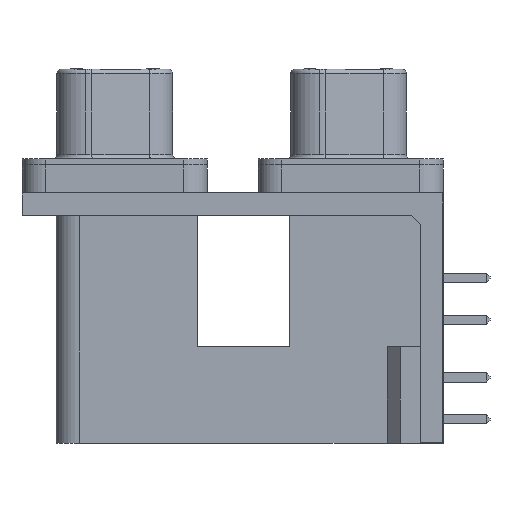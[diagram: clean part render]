
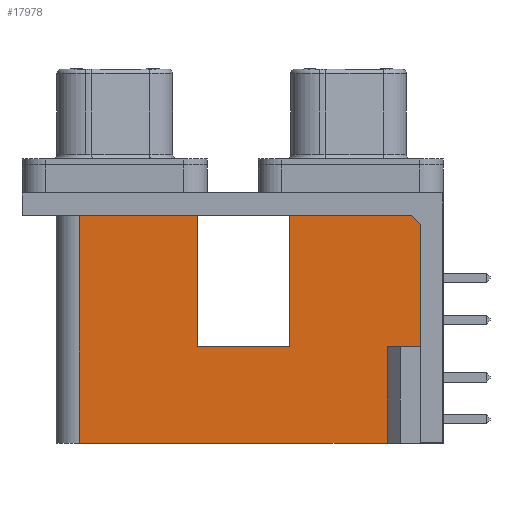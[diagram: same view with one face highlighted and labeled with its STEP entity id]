
A CAD part, left-side view. The second image highlights one B-rep face of the part: STEP entity #17978.
In plain terms, the highlighted planar face has unit normal (-1, 0, 0).
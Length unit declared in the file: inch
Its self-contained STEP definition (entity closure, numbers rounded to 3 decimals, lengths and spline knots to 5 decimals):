
#3 = CARTESIAN_POINT ( 'NONE',  ( 0.2595, -0.631, 0.70833 ) ) ;
#87 = VERTEX_POINT ( 'NONE', #15845 ) ;
#129 = EDGE_CURVE ( 'NONE', #18888, #17860, #12068, .T. ) ;
#315 = DIRECTION ( 'NONE',  ( 0., 0., -1. ) ) ;
#515 = CARTESIAN_POINT ( 'NONE',  ( 0.2595, -0.481, -0.34701 ) ) ;
#669 = CARTESIAN_POINT ( 'NONE',  ( 0.2595, 0.3415, -0.76 ) ) ;
#697 = VERTEX_POINT ( 'NONE', #1210 ) ;
#861 = VECTOR ( 'NONE', #4426, 39.37008 ) ;
#895 = VECTOR ( 'NONE', #13453, 39.37008 ) ;
#1210 = CARTESIAN_POINT ( 'NONE',  ( 0.2595, -0.631, -0.09 ) ) ;
#1420 = EDGE_CURVE ( 'NONE', #8769, #11953, #8212, .T. ) ;
#1748 = PLANE ( 'NONE',  #14571 ) ;
#2059 = VECTOR ( 'NONE', #15856, 39.37008 ) ;
#2284 = CARTESIAN_POINT ( 'NONE',  ( 0.2595, 0.404, -0.09 ) ) ;
#2475 = DIRECTION ( 'NONE',  ( 0., 0., -1. ) ) ;
#2866 = DIRECTION ( 'NONE',  ( 0., 0., -1. ) ) ;
#2922 = CARTESIAN_POINT ( 'NONE',  ( 0.2595, -0.631, -0.502 ) ) ;
#3077 = VECTOR ( 'NONE', #16512, 39.37008 ) ;
#3263 = CARTESIAN_POINT ( 'NONE',  ( 0.2595, -0.221, 0.70833 ) ) ;
#3534 = LINE ( 'NONE', #3, #3077 ) ;
#3663 = ORIENTED_EDGE ( 'NONE', *, *, #1420, .T. ) ;
#3691 = EDGE_CURVE ( 'NONE', #12449, #5354, #3692, .T. ) ;
#3692 = LINE ( 'NONE', #3263, #7753 ) ;
#3889 = EDGE_CURVE ( 'NONE', #5354, #17860, #12416, .T. ) ;
#4184 = VECTOR ( 'NONE', #2866, 39.37008 ) ;
#4218 = EDGE_CURVE ( 'NONE', #18865, #87, #7245, .T. ) ;
#4347 = ORIENTED_EDGE ( 'NONE', *, *, #5466, .F. ) ;
#4426 = DIRECTION ( 'NONE',  ( 0., -1., 0. ) ) ;
#5327 = VECTOR ( 'NONE', #17738, 39.37008 ) ;
#5354 = VERTEX_POINT ( 'NONE', #13787 ) ;
#5466 = EDGE_CURVE ( 'NONE', #18865, #10652, #16252, .T. ) ;
#5710 = CARTESIAN_POINT ( 'NONE',  ( 0.2595, 0.404, -0.76 ) ) ;
#6089 = LINE ( 'NONE', #2284, #2059 ) ;
#6269 = EDGE_LOOP ( 'NONE', ( #14798, #3663, #18179, #4347, #17209, #15286, #8847, #9969, #13698, #18845 ) ) ;
#6297 = VECTOR ( 'NONE', #18683, 39.37008 ) ;
#6564 = DIRECTION ( 'NONE',  ( 0., 0., -1. ) ) ;
#7245 = LINE ( 'NONE', #9705, #6297 ) ;
#7308 = EDGE_CURVE ( 'NONE', #8769, #18888, #6089, .T. ) ;
#7753 = VECTOR ( 'NONE', #12281, 39.37008 ) ;
#7865 = EDGE_CURVE ( 'NONE', #11953, #10652, #9349, .T. ) ;
#8212 = LINE ( 'NONE', #17884, #4184 ) ;
#8769 = VERTEX_POINT ( 'NONE', #16138 ) ;
#8847 = ORIENTED_EDGE ( 'NONE', *, *, #12280, .F. ) ;
#8975 = FACE_OUTER_BOUND ( 'NONE', #6269, .T. ) ;
#9316 = EDGE_CURVE ( 'NONE', #697, #87, #3534, .T. ) ;
#9329 = DIRECTION ( 'NONE',  ( 1., 0., 0. ) ) ;
#9347 = LINE ( 'NONE', #14951, #861 ) ;
#9349 = LINE ( 'NONE', #5710, #5327 ) ;
#9705 = CARTESIAN_POINT ( 'NONE',  ( 0.2595, -0.631, -0.502 ) ) ;
#9969 = ORIENTED_EDGE ( 'NONE', *, *, #3691, .T. ) ;
#10590 = CARTESIAN_POINT ( 'NONE',  ( 0.2595, -0.481, -0.76 ) ) ;
#10652 = VERTEX_POINT ( 'NONE', #10590 ) ;
#11902 = CARTESIAN_POINT ( 'NONE',  ( 0.2595, 0.025, -0.09 ) ) ;
#11953 = VERTEX_POINT ( 'NONE', #669 ) ;
#12068 = LINE ( 'NONE', #18967, #18183 ) ;
#12237 = VECTOR ( 'NONE', #6564, 39.37008 ) ;
#12280 = EDGE_CURVE ( 'NONE', #12449, #697, #9347, .T. ) ;
#12281 = DIRECTION ( 'NONE',  ( 0., 0., -1. ) ) ;
#12416 = LINE ( 'NONE', #2922, #895 ) ;
#12449 = VERTEX_POINT ( 'NONE', #18599 ) ;
#13448 = CARTESIAN_POINT ( 'NONE',  ( 0.2595, 0.025, -0.502 ) ) ;
#13453 = DIRECTION ( 'NONE',  ( 0., 1., 0. ) ) ;
#13698 = ORIENTED_EDGE ( 'NONE', *, *, #3889, .T. ) ;
#13787 = CARTESIAN_POINT ( 'NONE',  ( 0.2595, -0.221, -0.502 ) ) ;
#14571 = AXIS2_PLACEMENT_3D ( 'NONE', #18309, #9329, #315 ) ;
#14798 = ORIENTED_EDGE ( 'NONE', *, *, #7308, .F. ) ;
#14951 = CARTESIAN_POINT ( 'NONE',  ( 0.2595, -0.631, -0.09 ) ) ;
#15286 = ORIENTED_EDGE ( 'NONE', *, *, #9316, .F. ) ;
#15845 = CARTESIAN_POINT ( 'NONE',  ( 0.2595, -0.631, -0.502 ) ) ;
#15856 = DIRECTION ( 'NONE',  ( 0., -1., 0. ) ) ;
#16138 = CARTESIAN_POINT ( 'NONE',  ( 0.2595, 0.3415, -0.09 ) ) ;
#16252 = LINE ( 'NONE', #515, #12237 ) ;
#16512 = DIRECTION ( 'NONE',  ( 0., 0., -1. ) ) ;
#17209 = ORIENTED_EDGE ( 'NONE', *, *, #4218, .T. ) ;
#17738 = DIRECTION ( 'NONE',  ( 0., -1., 0. ) ) ;
#17860 = VERTEX_POINT ( 'NONE', #13448 ) ;
#17884 = CARTESIAN_POINT ( 'NONE',  ( 0.2595, 0.3415, 0.39016 ) ) ;
#17978 = ADVANCED_FACE ( 'NONE', ( #8975 ), #1748, .F. ) ;
#18179 = ORIENTED_EDGE ( 'NONE', *, *, #7865, .T. ) ;
#18183 = VECTOR ( 'NONE', #2475, 39.37008 ) ;
#18309 = CARTESIAN_POINT ( 'NONE',  ( 0.2595, 0.404, 0.39016 ) ) ;
#18599 = CARTESIAN_POINT ( 'NONE',  ( 0.2595, -0.221, -0.09 ) ) ;
#18683 = DIRECTION ( 'NONE',  ( 0., -1., 0. ) ) ;
#18845 = ORIENTED_EDGE ( 'NONE', *, *, #129, .F. ) ;
#18865 = VERTEX_POINT ( 'NONE', #19319 ) ;
#18888 = VERTEX_POINT ( 'NONE', #11902 ) ;
#18967 = CARTESIAN_POINT ( 'NONE',  ( 0.2595, 0.025, -0.76 ) ) ;
#19319 = CARTESIAN_POINT ( 'NONE',  ( 0.2595, -0.481, -0.502 ) ) ;
